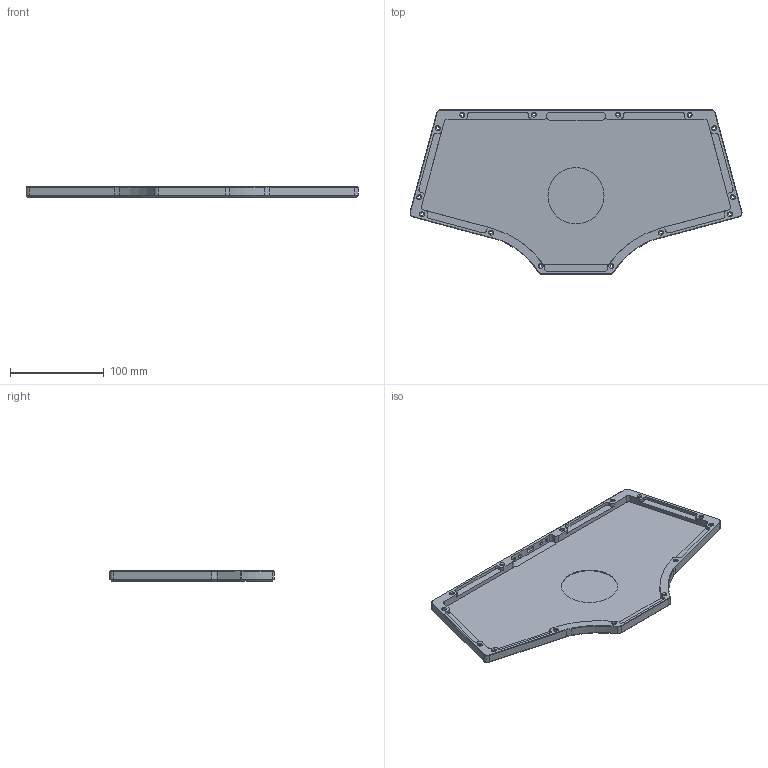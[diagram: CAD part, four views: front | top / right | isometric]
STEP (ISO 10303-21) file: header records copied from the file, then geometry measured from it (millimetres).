
FILE_DESCRIPTION(/* description */ (''),/* implementation_level */ '2;1');
FILE_NAME(/* name */ 'Case Bottom.step',/* time_stamp */ '2023-07-15T19:24:24+01:00',/* author */ (''),/* organization */ (''),/* preprocessor_version */ 'ST-DEVELOPER v19.2',/* originating_system */ 'Autodesk Translation Framework v12.6.0.85',/* authorisation */ '');
FILE_SCHEMA (('AUTOMOTIVE_DESIGN { 1 0 10303 214 3 1 1 }'));
Length unit declared in the file: millimetre
Products named in the file (1): Case Bottom
Bounding box: 354.44 x 176.04 x 11 mm (x, y, z)
Volume: 183224 mm3; surface area: 113417.7 mm2
Topology: 1 solids, 1 shells, 207 faces, 520 edges, 326 vertices
Faces by surface type: cylinder 82, plane 75, cone 50
Full cylindrical faces by diameter (mm): 3.2 x16, 3.8 x2, 12.2 x9, 60 x1
Entity records: 6303 total; most frequent: DIRECTION 1152, CARTESIAN_POINT 1054, ORIENTED_EDGE 1040, EDGE_CURVE 520, AXIS2_PLACEMENT_3D 424, VERTEX_POINT 326, LINE 304, VECTOR 304
